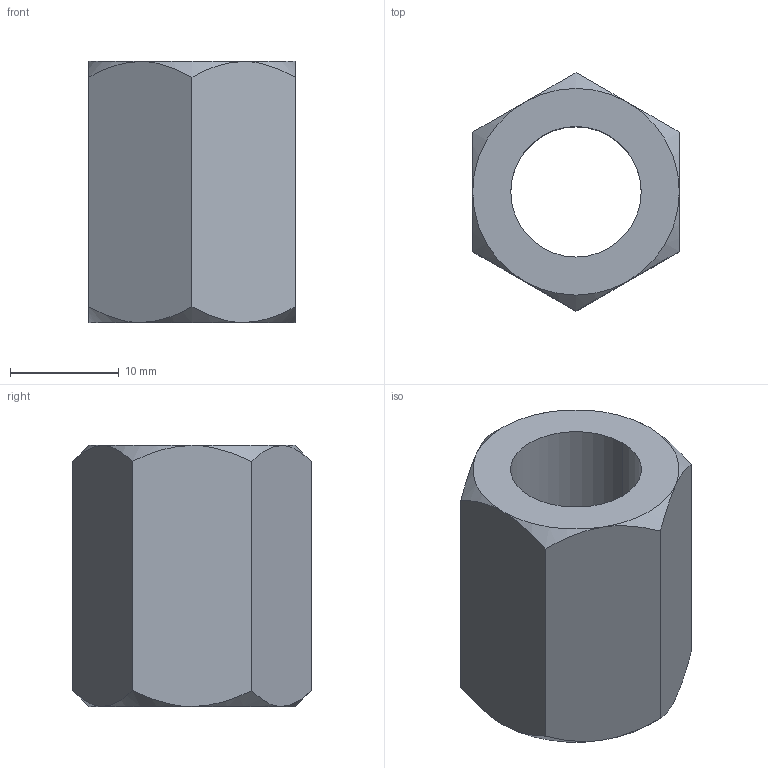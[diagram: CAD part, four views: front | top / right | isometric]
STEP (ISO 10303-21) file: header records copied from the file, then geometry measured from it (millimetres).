
FILE_DESCRIPTION (( 'STEP AP214' ), '1' );
FILE_NAME ('BSM 12x3.step', '2020-09-08T10:24:40', ( '' ), ( '' ), 'SwSTEP 2.0', 'SolidWorks 2020', '' );
FILE_SCHEMA (( 'AUTOMOTIVE_DESIGN' ));
Length unit declared in the file: millimetre
Products named in the file (1): BSM 12x3
Bounding box: 19 x 21.94 x 24 mm (x, y, z)
Volume: 4763.1 mm3; surface area: 2841.2 mm2
Topology: 1 solids, 1 shells, 22 faces, 48 edges, 28 vertices
Faces by surface type: cone 12, plane 8, cylinder 2
Entity records: 742 total; most frequent: CARTESIAN_POINT 259, ORIENTED_EDGE 96, DIRECTION 86, EDGE_CURVE 48, AXIS2_PLACEMENT_3D 39, VERTEX_POINT 28, EDGE_LOOP 24, B_SPLINE_CURVE_WITH_KNOTS 24
